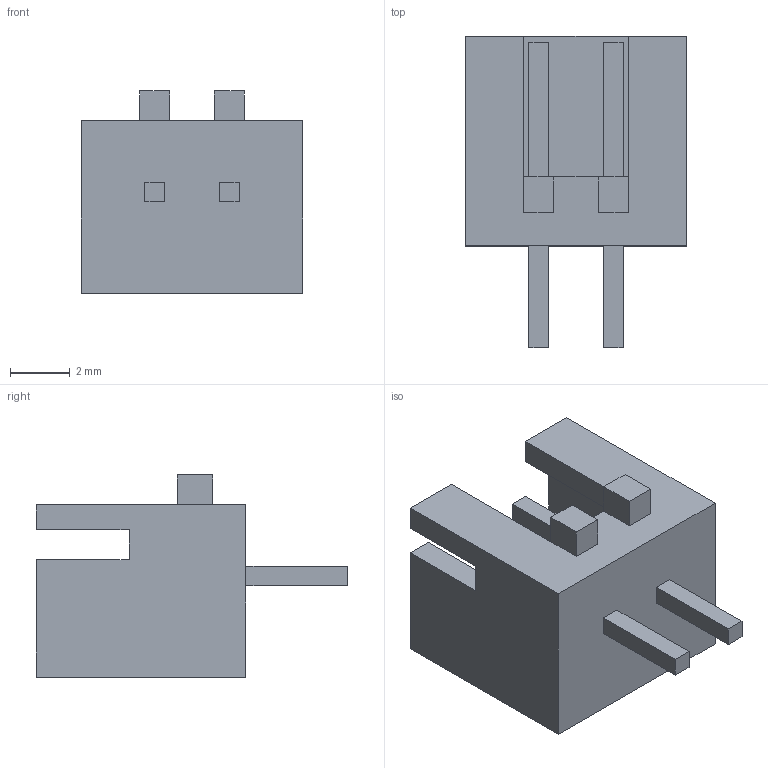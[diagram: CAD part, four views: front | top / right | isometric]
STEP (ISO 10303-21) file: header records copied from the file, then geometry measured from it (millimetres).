
FILE_DESCRIPTION (( 'STEP AP214' ), '1' );
FILE_NAME ('B2B-XH-2.STEP', '2013-05-27T10:45:54', ( 'JSTOEC' ), ( '' ), 'SwSTEP 2.0', 'SolidWorks 2005235', '' );
FILE_SCHEMA (( 'AUTOMOTIVE_DESIGN' ));
Length unit declared in the file: millimetre
Products named in the file (1): B2B-XH-2
Bounding box: 7.4 x 10.4 x 6.75 mm (x, y, z)
Volume: 178 mm3; surface area: 383.6 mm2
Topology: 1 solids, 1 shells, 48 faces, 124 edges, 82 vertices
Faces by surface type: plane 48
Entity records: 1675 total; most frequent: CARTESIAN_POINT 255, ORIENTED_EDGE 248, DIRECTION 222, EDGE_CURVE 124, LINE 124, VECTOR 124, VERTEX_POINT 82, EDGE_LOOP 52
